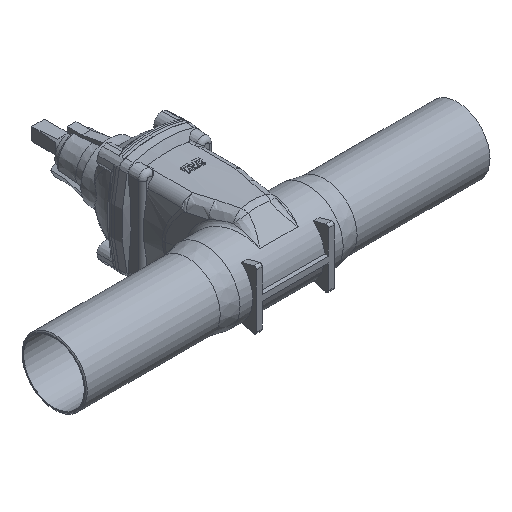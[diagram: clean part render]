
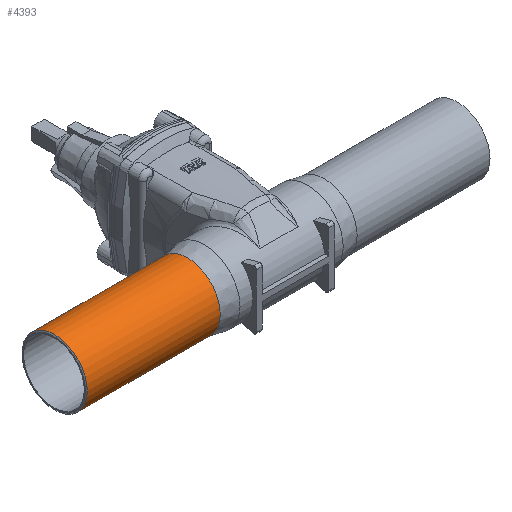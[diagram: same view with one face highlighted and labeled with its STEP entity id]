
A CAD part, isometric view. The second image highlights one B-rep face of the part: STEP entity #4393.
In plain terms, the highlighted cylindrical face has radius 44.45 mm (diameter 88.9 mm), a full revolution.
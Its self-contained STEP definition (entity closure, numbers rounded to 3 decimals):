
#2412 = ORIENTED_EDGE ( 'NONE', *, *, #12577, .T. ) ;
#2413 = ORIENTED_EDGE ( 'NONE', *, *, #12406, .T. ) ;
#3312 = AXIS2_PLACEMENT_3D ( 'NONE', #6604, #6605, #6603 ) ;
#3353 = AXIS2_PLACEMENT_3D ( 'NONE', #11359, #11360, #11361 ) ;
#3402 = AXIS2_PLACEMENT_3D ( 'NONE', #7508, #7509, #7510 ) ;
#4393 = ADVANCED_FACE ( 'NONE', ( #10438, #10430 ), #10445, .T. ) ;
#5598 = CIRCLE ( 'NONE', #3402, 44.45 ) ;
#5690 = VERTEX_POINT ( 'NONE', #7984 ) ;
#5695 = VERTEX_POINT ( 'NONE', #7989 ) ;
#5747 = EDGE_LOOP ( 'NONE', ( #2413 ) ) ;
#5866 = EDGE_LOOP ( 'NONE', ( #2412 ) ) ;
#6603 = DIRECTION ( 'NONE',  ( 0., 0., -1. ) ) ;
#6604 = CARTESIAN_POINT ( 'NONE',  ( 0., 0., 0. ) ) ;
#6605 = DIRECTION ( 'NONE',  ( 1., 0., 0. ) ) ;
#7508 = CARTESIAN_POINT ( 'NONE',  ( -93.152, 0., 0. ) ) ;
#7509 = DIRECTION ( 'NONE',  ( -1., 0., 0. ) ) ;
#7510 = DIRECTION ( 'NONE',  ( 0., 0., -1. ) ) ;
#7984 = CARTESIAN_POINT ( 'NONE',  ( -274.019, 0., -44.45 ) ) ;
#7989 = CARTESIAN_POINT ( 'NONE',  ( -93.152, 0., -44.45 ) ) ;
#10430 = FACE_OUTER_BOUND ( 'NONE', #5747, .T. ) ;
#10438 = FACE_OUTER_BOUND ( 'NONE', #5866, .T. ) ;
#10445 = CYLINDRICAL_SURFACE ( 'NONE', #3312, 44.45 ) ;
#10518 = CIRCLE ( 'NONE', #3353, 44.45 ) ;
#11359 = CARTESIAN_POINT ( 'NONE',  ( -274.019, 0., 0. ) ) ;
#11360 = DIRECTION ( 'NONE',  ( 1., 0., 0. ) ) ;
#11361 = DIRECTION ( 'NONE',  ( 0., 0., -1. ) ) ;
#12406 = EDGE_CURVE ( 'NONE', #5690, #5690, #10518, .T. ) ;
#12577 = EDGE_CURVE ( 'NONE', #5695, #5695, #5598, .T. ) ;
